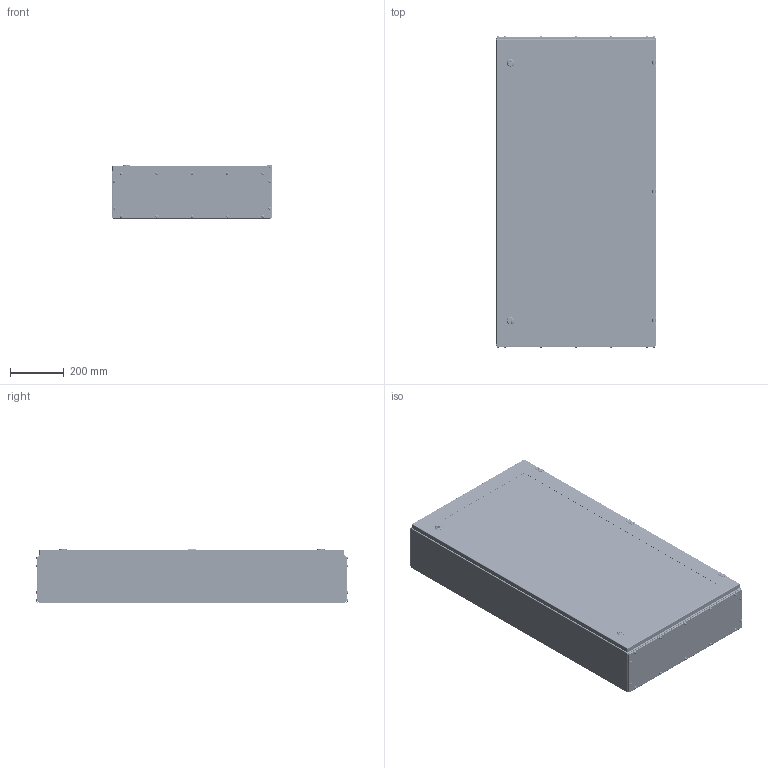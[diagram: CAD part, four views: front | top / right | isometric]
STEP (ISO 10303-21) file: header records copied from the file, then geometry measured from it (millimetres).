
FILE_DESCRIPTION (( 'STEP AP214' ), '1' );
FILE_NAME ('12.060.115.20.STEP', '2024-06-13T06:36:18', ( '' ), ( '' ), 'SwSTEP 2.0', 'SolidWorks 2021', '' );
FILE_SCHEMA (( 'AUTOMOTIVE_DESIGN' ));
Length unit declared in the file: millimetre
Products named in the file (30): 8SJ_MS705-1_0040.stp; Çàêëåïêà ðåçüáîâàÿ Ì8 øåñòèãðàííàÿ ñ óìåíüøåííûì áîðòîì; 8SJ_MS705_0760.stp; 砑鳧罻 H1150; 署赅 W600D200; Øïèëüêà ïðèâàðíàÿ Ì6õ15; Âèíò DIN 967 Ì5õ16 ñ ïîëóêðóãëîé ãîëîâêîé ñ êðåñòîîáðàçíûì øëèöåì; Øïèëüêà ïðèâàðíàÿ Ì8õ25; SW6X8.stp; 砑鳧罻 W600; 8SJ_MS705_0510.stp; Áîëò Ì6õ10 ñ øåñòèãðàííîé ãîëîâêîé ñ ïðåññøàéáîé; ﾇ瑟鶴 ﾀﾑ ms1000-3M.stp; 嵑謺麃 檐; 栺樏鋋 W600H1150; 8SJ_S1B_0001.stp; Øïèëüêà ïðèâàðíàÿ Ì6õ10; Ãàéêà M6 DIN6923.step; 8SJ_MS705_0010.stp; Ãàñêåòèíã W600H1150; Çàêëåïêà ðåçüáîâàÿ Ì5 øåñòèãðàííàÿ ñ óìåíüøåííûì áîðòîì; ﾄ粢鮱 W600H1150; Ïðîêëàäêà êðûøêè W600D200; 12.060.115.20; Ñòåêëÿííàÿ äâåðü ÑÁ W600H1150; Ãàéêà M8 DIN6923.step; Êàðêàñ øêàôà W600H1150D200; 417.611; Ïåðåìû÷êà êàðêàñà W600; Êîðïóñ øêàôà W600H1150D200
Assembly tree (141 placements, depth 4):
  12.060.115.20
    Êàðêàñ øêàôà W600H1150D200
      Êîðïóñ øêàôà W600H1150D200
      Ïåðåìû÷êà êàðêàñà W600  x2
      Øïèëüêà ïðèâàðíàÿ Ì6õ15  x8
      Øïèëüêà ïðèâàðíàÿ Ì8õ25  x6
    署赅 W600D200  x2
    Ïðîêëàäêà êðûøêè W600D200  x2
    Ñòåêëÿííàÿ äâåðü ÑÁ W600H1150
      ﾄ粢鮱 W600H1150
      Ãàñêåòèíã W600H1150
      ﾇ瑟鶴 ﾀﾑ ms1000-3M.stp  x2
        8SJ_MS705_0010.stp
        8SJ_MS705_0510.stp
        8SJ_MS705_0760.stp
        8SJ_S1B_0001.stp
        8SJ_MS705-1_0040.stp
        SW6X8.stp
      Øïèëüêà ïðèâàðíàÿ Ì6õ10  x14
      栺樏鋋 W600H1150
      Ãàéêà M6 DIN6923.step  x14
      砑鳧罻 H1150  x2
      砑鳧罻 W600  x2
    嵑謺麃 檐  x3
    Áîëò Ì6õ10 ñ øåñòèãðàííîé ãîëîâêîé ñ ïðåññøàéáîé  x3
    Çàêëåïêà ðåçüáîâàÿ Ì5 øåñòèãðàííàÿ ñ óìåíüøåííûì áîðòîì  x28
    Âèíò DIN 967 Ì5õ16 ñ ïîëóêðóãëîé ãîëîâêîé ñ êðåñòîîáðàçíûì øëèöåì  x28
    Çàêëåïêà ðåçüáîâàÿ Ì8 øåñòèãðàííàÿ ñ óìåíüøåííûì áîðòîì  x6
    417.611
    Ãàéêà M8 DIN6923.step  x6
Bounding box: 600 x 1165.11 x 204.65 mm (x, y, z)
Volume: 5322895.5 mm3; surface area: 6470513.7 mm2
Topology: 143 solids, 155 shells, 7339 faces, 18527 edges, 11561 vertices
Faces by surface type: plane 2976, cylinder 2477, bspline 740, cone 554, torus 424, sphere 168
Entity records: 92646 total; most frequent: CARTESIAN_POINT 44785, ORIENTED_EDGE 10170, DIRECTION 8635, EDGE_CURVE 5091, VERTEX_POINT 3141, AXIS2_PLACEMENT_3D 2906, LINE 2823, VECTOR 2823
